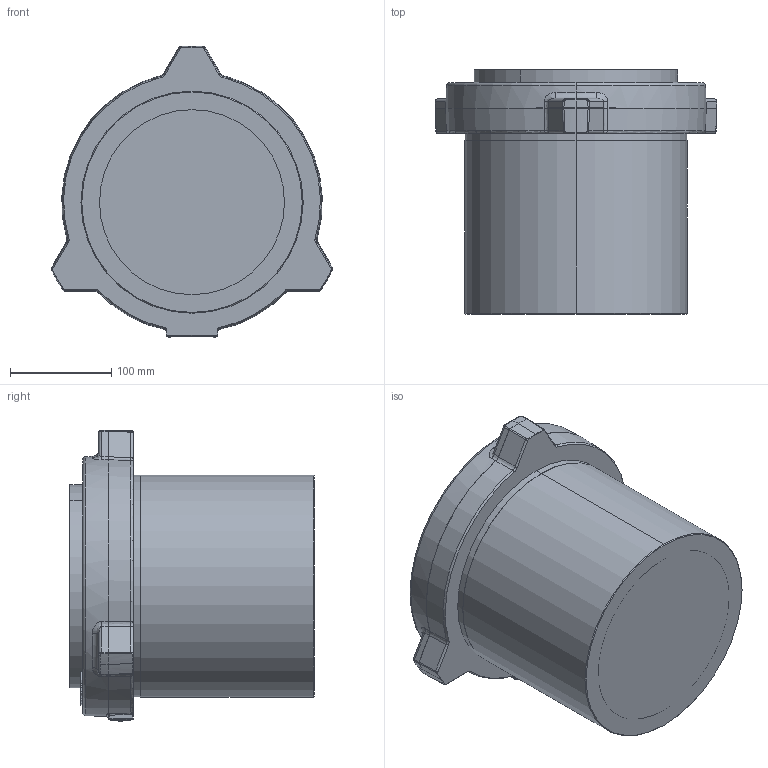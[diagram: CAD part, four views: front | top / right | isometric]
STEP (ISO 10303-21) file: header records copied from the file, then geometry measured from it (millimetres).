
FILE_DESCRIPTION (( 'STEP AP203' ), '1' );
FILE_NAME ('8 INCH 8150 HUC 8 INCH LG. (CDRL8).STEP', '2015-02-02T20:41:53', ( 'PCTech' ), ( 'Microsoft' ), 'SwSTEP 2.0', 'SolidWorks 2015', '' );
FILE_SCHEMA (( 'CONFIG_CONTROL_DESIGN' ));
Length unit declared in the file: inch
Products named in the file (1): 8 INCH 8150 HUC 8 INCH LG. (CDRL8)
Bounding box: 278.09 x 241.3 x 287.89 mm (x, y, z)
Volume: 4515839 mm3; surface area: 454803.1 mm2
Topology: 1 solids, 2 shells, 805 faces, 2080 edges, 1345 vertices
Faces by surface type: plane 405, bspline 299, cylinder 47, torus 26, cone 20, sphere 8
Entity records: 39591 total; most frequent: CARTESIAN_POINT 21900, ORIENTED_EDGE 4156, DIRECTION 2704, EDGE_CURVE 2078, VERTEX_POINT 1345, VECTOR 1230, LINE 1230, EDGE_LOOP 873
